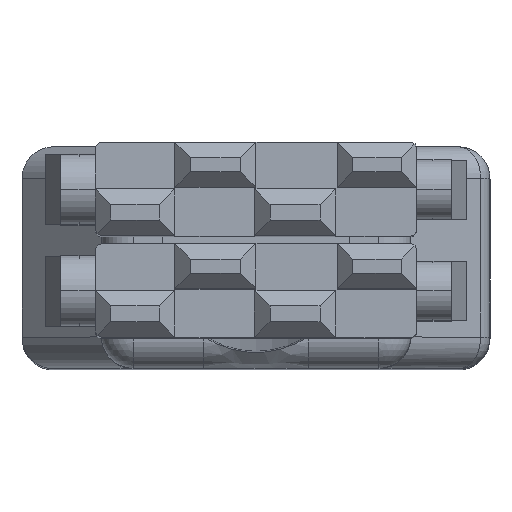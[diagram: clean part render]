
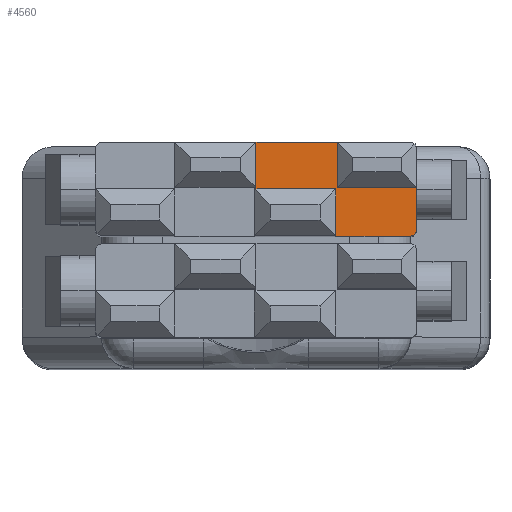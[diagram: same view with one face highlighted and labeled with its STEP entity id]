
A CAD part, top view. The second image highlights one B-rep face of the part: STEP entity #4560.
In plain terms, the highlighted planar face has unit normal (0, 0, 1).
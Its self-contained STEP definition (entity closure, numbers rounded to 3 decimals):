
#87 = VECTOR ( 'NONE', #13554, 1000. ) ;
#258 = EDGE_CURVE ( 'NONE', #5852, #1646, #16773, .T. ) ;
#520 = FACE_OUTER_BOUND ( 'NONE', #3037, .T. ) ;
#999 = CARTESIAN_POINT ( 'NONE',  ( 2.55, 0.05, 16.4 ) ) ;
#1222 = ORIENTED_EDGE ( 'NONE', *, *, #2056, .T. ) ;
#1605 = PLANE ( 'NONE',  #8563 ) ;
#1646 = VERTEX_POINT ( 'NONE', #8579 ) ;
#1907 = VECTOR ( 'NONE', #15365, 1000. ) ;
#1924 = VECTOR ( 'NONE', #12271, 1000. ) ;
#1992 = CARTESIAN_POINT ( 'NONE',  ( 4.95, -1.5, 16.4 ) ) ;
#2056 = EDGE_CURVE ( 'NONE', #8897, #3868, #15443, .T. ) ;
#2413 = DIRECTION ( 'NONE',  ( 0., 0., 1. ) ) ;
#2552 = VERTEX_POINT ( 'NONE', #1992 ) ;
#2727 = CARTESIAN_POINT ( 'NONE',  ( 2.6, 1.5, 16.4 ) ) ;
#2914 = EDGE_CURVE ( 'NONE', #11335, #13978, #8601, .T. ) ;
#2990 = ORIENTED_EDGE ( 'NONE', *, *, #5282, .T. ) ;
#3037 = EDGE_LOOP ( 'NONE', ( #10607, #6140, #13509, #3195, #4297, #16034, #6968, #1222, #2990 ) ) ;
#3072 = CARTESIAN_POINT ( 'NONE',  ( 5.15, 0.05, 16.4 ) ) ;
#3077 = EDGE_CURVE ( 'NONE', #10714, #11335, #6283, .T. ) ;
#3195 = ORIENTED_EDGE ( 'NONE', *, *, #9720, .F. ) ;
#3868 = VERTEX_POINT ( 'NONE', #17189 ) ;
#4222 = DIRECTION ( 'NONE',  ( -1., 0., 0. ) ) ;
#4297 = ORIENTED_EDGE ( 'NONE', *, *, #3077, .T. ) ;
#4560 = ADVANCED_FACE ( 'NONE', ( #520 ), #1605, .F. ) ;
#4614 = LINE ( 'NONE', #3072, #1924 ) ;
#4813 = CARTESIAN_POINT ( 'NONE',  ( 0., 0., 16.4 ) ) ;
#5262 = VECTOR ( 'NONE', #6033, 1000. ) ;
#5282 = EDGE_CURVE ( 'NONE', #3868, #6246, #6460, .T. ) ;
#5309 = CARTESIAN_POINT ( 'NONE',  ( 4.95, -1.3, 16.4 ) ) ;
#5628 = CARTESIAN_POINT ( 'NONE',  ( 2.6, 0., 16.4 ) ) ;
#5800 = CARTESIAN_POINT ( 'NONE',  ( 2.6, -7.561, 16.4 ) ) ;
#5839 = EDGE_CURVE ( 'NONE', #2552, #1646, #9107, .T. ) ;
#5852 = VERTEX_POINT ( 'NONE', #16835 ) ;
#5977 = DIRECTION ( 'NONE',  ( 0., -1., 0. ) ) ;
#6033 = DIRECTION ( 'NONE',  ( 1., 0., 0. ) ) ;
#6140 = ORIENTED_EDGE ( 'NONE', *, *, #5839, .T. ) ;
#6182 = LINE ( 'NONE', #10305, #10929 ) ;
#6216 = DIRECTION ( 'NONE',  ( 0., 1., 0. ) ) ;
#6246 = VERTEX_POINT ( 'NONE', #10030 ) ;
#6283 = LINE ( 'NONE', #5800, #9405 ) ;
#6460 = LINE ( 'NONE', #999, #1907 ) ;
#6968 = ORIENTED_EDGE ( 'NONE', *, *, #12661, .F. ) ;
#8563 = AXIS2_PLACEMENT_3D ( 'NONE', #15039, #13607, #4222 ) ;
#8579 = CARTESIAN_POINT ( 'NONE',  ( 5.15, -1.3, 16.4 ) ) ;
#8601 = LINE ( 'NONE', #14656, #87 ) ;
#8897 = VERTEX_POINT ( 'NONE', #4813 ) ;
#9107 = CIRCLE ( 'NONE', #10657, 0.2 ) ;
#9405 = VECTOR ( 'NONE', #15042, 1000. ) ;
#9507 = DIRECTION ( 'NONE',  ( 1., 0., 0. ) ) ;
#9720 = EDGE_CURVE ( 'NONE', #10714, #5852, #4614, .T. ) ;
#9975 = EDGE_CURVE ( 'NONE', #6246, #2552, #14159, .T. ) ;
#10030 = CARTESIAN_POINT ( 'NONE',  ( 2.55, -1.5, 16.4 ) ) ;
#10136 = CARTESIAN_POINT ( 'NONE',  ( 5.15, -1.5, 16.4 ) ) ;
#10272 = CARTESIAN_POINT ( 'NONE',  ( 0., 1.5, 16.4 ) ) ;
#10305 = CARTESIAN_POINT ( 'NONE',  ( 0., -7.561, 16.4 ) ) ;
#10607 = ORIENTED_EDGE ( 'NONE', *, *, #9975, .T. ) ;
#10657 = AXIS2_PLACEMENT_3D ( 'NONE', #5309, #2413, #11901 ) ;
#10714 = VERTEX_POINT ( 'NONE', #15133 ) ;
#10929 = VECTOR ( 'NONE', #6216, 1000. ) ;
#11335 = VERTEX_POINT ( 'NONE', #2727 ) ;
#11901 = DIRECTION ( 'NONE',  ( -1., 0., 0. ) ) ;
#12271 = DIRECTION ( 'NONE',  ( 1., 0., 0. ) ) ;
#12661 = EDGE_CURVE ( 'NONE', #8897, #13978, #6182, .T. ) ;
#12801 = VECTOR ( 'NONE', #5977, 1000. ) ;
#13509 = ORIENTED_EDGE ( 'NONE', *, *, #258, .F. ) ;
#13554 = DIRECTION ( 'NONE',  ( -1., 0., 0. ) ) ;
#13607 = DIRECTION ( 'NONE',  ( 0., 0., -1. ) ) ;
#13978 = VERTEX_POINT ( 'NONE', #10272 ) ;
#14010 = CARTESIAN_POINT ( 'NONE',  ( 5.15, 0.05, 16.4 ) ) ;
#14159 = LINE ( 'NONE', #10136, #5262 ) ;
#14595 = VECTOR ( 'NONE', #9507, 1000. ) ;
#14656 = CARTESIAN_POINT ( 'NONE',  ( 2.6, 1.5, 16.4 ) ) ;
#15039 = CARTESIAN_POINT ( 'NONE',  ( 2.6, -7.561, 16.4 ) ) ;
#15042 = DIRECTION ( 'NONE',  ( 0., 1., 0. ) ) ;
#15133 = CARTESIAN_POINT ( 'NONE',  ( 2.6, 0.05, 16.4 ) ) ;
#15365 = DIRECTION ( 'NONE',  ( 0., -1., 0. ) ) ;
#15443 = LINE ( 'NONE', #5628, #14595 ) ;
#16034 = ORIENTED_EDGE ( 'NONE', *, *, #2914, .T. ) ;
#16773 = LINE ( 'NONE', #14010, #12801 ) ;
#16835 = CARTESIAN_POINT ( 'NONE',  ( 5.15, 0.05, 16.4 ) ) ;
#17189 = CARTESIAN_POINT ( 'NONE',  ( 2.55, 0., 16.4 ) ) ;
